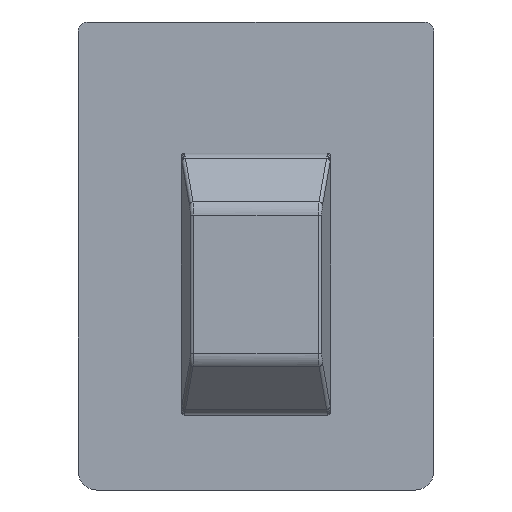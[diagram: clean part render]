
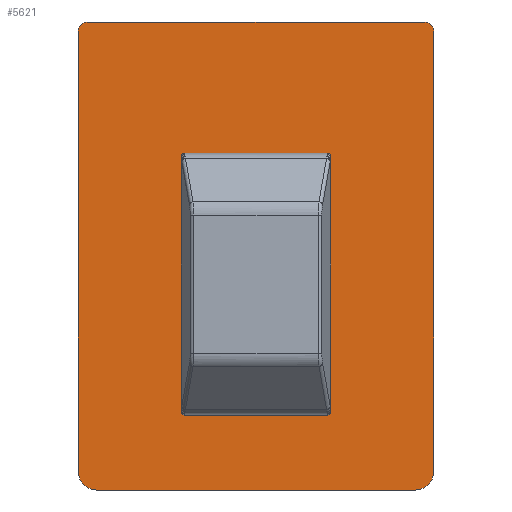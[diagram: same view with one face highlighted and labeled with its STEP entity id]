
A CAD part, front view. The second image highlights one B-rep face of the part: STEP entity #5621.
In plain terms, the highlighted planar face has unit normal (0, -1, 0).
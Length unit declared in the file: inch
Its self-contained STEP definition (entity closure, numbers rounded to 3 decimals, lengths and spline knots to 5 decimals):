
#52 = CARTESIAN_POINT ( 'NONE',  ( 0.37402, 0., -0.98425 ) ) ;
#66 = CARTESIAN_POINT ( 'NONE',  ( -0.33465, 0., -0.94488 ) ) ;
#75 = VECTOR ( 'NONE', #1286, 39.37008 ) ;
#112 = CARTESIAN_POINT ( 'NONE',  ( 0.15748, 0., -0.38976 ) ) ;
#122 = DIRECTION ( 'NONE',  ( 0., 0., 1. ) ) ;
#210 = CIRCLE ( 'NONE', #1577, 0.01969 ) ;
#280 = AXIS2_PLACEMENT_3D ( 'NONE', #3098, #5090, #122 ) ;
#326 = DIRECTION ( 'NONE',  ( 0., 0., 1. ) ) ;
#403 = CARTESIAN_POINT ( 'NONE',  ( -0.33465, 0., -0.98425 ) ) ;
#411 = VECTOR ( 'NONE', #2190, 39.37008 ) ;
#495 = AXIS2_PLACEMENT_3D ( 'NONE', #66, #6061, #2594 ) ;
#607 = VERTEX_POINT ( 'NONE', #6363 ) ;
#666 = ORIENTED_EDGE ( 'NONE', *, *, #4110, .F. ) ;
#685 = LINE ( 'NONE', #2716, #2383 ) ;
#705 = CARTESIAN_POINT ( 'NONE',  ( -0.37402, 0., -0.98425 ) ) ;
#742 = DIRECTION ( 'NONE',  ( 1., 0., 0. ) ) ;
#795 = ORIENTED_EDGE ( 'NONE', *, *, #2661, .T. ) ;
#806 = CARTESIAN_POINT ( 'NONE',  ( 0.01969, 0., -0.7126 ) ) ;
#897 = EDGE_CURVE ( 'NONE', #3992, #5278, #1724, .T. ) ;
#931 = ORIENTED_EDGE ( 'NONE', *, *, #5714, .T. ) ;
#977 = VERTEX_POINT ( 'NONE', #4623 ) ;
#1025 = LINE ( 'NONE', #4973, #2902 ) ;
#1091 = EDGE_CURVE ( 'NONE', #2849, #977, #210, .T. ) ;
#1286 = DIRECTION ( 'NONE',  ( -1., 0., 0. ) ) ;
#1314 = CARTESIAN_POINT ( 'NONE',  ( -0.37402, 0., -0.98425 ) ) ;
#1333 = CIRCLE ( 'NONE', #5820, 0.01969 ) ;
#1347 = VECTOR ( 'NONE', #4638, 39.37008 ) ;
#1441 = AXIS2_PLACEMENT_3D ( 'NONE', #5081, #1685, #742 ) ;
#1470 = CARTESIAN_POINT ( 'NONE',  ( -0.15748, 0., -0.98425 ) ) ;
#1505 = DIRECTION ( 'NONE',  ( 0., 0., 1. ) ) ;
#1577 = AXIS2_PLACEMENT_3D ( 'NONE', #2893, #5810, #3794 ) ;
#1590 = ORIENTED_EDGE ( 'NONE', *, *, #897, .T. ) ;
#1685 = DIRECTION ( 'NONE',  ( 0., 1., 0. ) ) ;
#1724 = LINE ( 'NONE', #6232, #411 ) ;
#1831 = DIRECTION ( 'NONE',  ( 0., 0., 1. ) ) ;
#1854 = VERTEX_POINT ( 'NONE', #5045 ) ;
#1899 = ORIENTED_EDGE ( 'NONE', *, *, #2690, .T. ) ;
#1996 = DIRECTION ( 'NONE',  ( 0., 1., 0. ) ) ;
#2189 = DIRECTION ( 'NONE',  ( 0., 0., -1. ) ) ;
#2190 = DIRECTION ( 'NONE',  ( 1., 0., 0. ) ) ;
#2250 = ORIENTED_EDGE ( 'NONE', *, *, #4416, .T. ) ;
#2266 = CIRCLE ( 'NONE', #495, 0.03937 ) ;
#2323 = LINE ( 'NONE', #6304, #2586 ) ;
#2380 = LINE ( 'NONE', #1470, #4590 ) ;
#2383 = VECTOR ( 'NONE', #2189, 39.37008 ) ;
#2569 = CARTESIAN_POINT ( 'NONE',  ( -0.15748, 0., -0.52756 ) ) ;
#2586 = VECTOR ( 'NONE', #1831, 39.37008 ) ;
#2594 = DIRECTION ( 'NONE',  ( 0., 0., 1. ) ) ;
#2656 = DIRECTION ( 'NONE',  ( -1., 0., 0. ) ) ;
#2661 = EDGE_CURVE ( 'NONE', #3950, #3992, #4862, .T. ) ;
#2676 = CARTESIAN_POINT ( 'NONE',  ( -0.15748, 0., -0.7126 ) ) ;
#2690 = EDGE_CURVE ( 'NONE', #607, #6222, #5187, .T. ) ;
#2703 = CARTESIAN_POINT ( 'NONE',  ( 0.33465, 0., -0.98425 ) ) ;
#2716 = CARTESIAN_POINT ( 'NONE',  ( 0.15748, 0., -0.98425 ) ) ;
#2756 = FACE_OUTER_BOUND ( 'NONE', #5263, .T. ) ;
#2765 = ORIENTED_EDGE ( 'NONE', *, *, #3089, .F. ) ;
#2849 = VERTEX_POINT ( 'NONE', #5490 ) ;
#2879 = EDGE_CURVE ( 'NONE', #1854, #4959, #2266, .T. ) ;
#2893 = CARTESIAN_POINT ( 'NONE',  ( -0.35433, 0., -0.01969 ) ) ;
#2902 = VECTOR ( 'NONE', #2656, 39.37008 ) ;
#3089 = EDGE_CURVE ( 'NONE', #1854, #2849, #2323, .T. ) ;
#3098 = CARTESIAN_POINT ( 'NONE',  ( 0.01969, 0., -0.5748 ) ) ;
#3169 = CARTESIAN_POINT ( 'NONE',  ( -0.01969, 0., -0.52756 ) ) ;
#3197 = DIRECTION ( 'NONE',  ( 0., 1., 0. ) ) ;
#3222 = EDGE_CURVE ( 'NONE', #5193, #6024, #1333, .T. ) ;
#3277 = DIRECTION ( 'NONE',  ( 0., 0., -1. ) ) ;
#3372 = ORIENTED_EDGE ( 'NONE', *, *, #2879, .T. ) ;
#3465 = EDGE_CURVE ( 'NONE', #3782, #6024, #5512, .T. ) ;
#3525 = AXIS2_PLACEMENT_3D ( 'NONE', #3169, #3197, #5153 ) ;
#3546 = CARTESIAN_POINT ( 'NONE',  ( 0.35433, 0., -0.01969 ) ) ;
#3567 = ORIENTED_EDGE ( 'NONE', *, *, #1091, .F. ) ;
#3782 = VERTEX_POINT ( 'NONE', #4319 ) ;
#3794 = DIRECTION ( 'NONE',  ( 0., 0., -1. ) ) ;
#3950 = VERTEX_POINT ( 'NONE', #2569 ) ;
#3992 = VERTEX_POINT ( 'NONE', #5500 ) ;
#4044 = CARTESIAN_POINT ( 'NONE',  ( 0.35433, 0., 0. ) ) ;
#4110 = EDGE_CURVE ( 'NONE', #3782, #4144, #4882, .T. ) ;
#4139 = EDGE_CURVE ( 'NONE', #4959, #4144, #5697, .T. ) ;
#4144 = VERTEX_POINT ( 'NONE', #2703 ) ;
#4202 = LINE ( 'NONE', #6178, #75 ) ;
#4274 = EDGE_CURVE ( 'NONE', #6222, #5969, #1025, .T. ) ;
#4319 = CARTESIAN_POINT ( 'NONE',  ( 0.37402, 0., -0.94488 ) ) ;
#4416 = EDGE_CURVE ( 'NONE', #5969, #3950, #2380, .T. ) ;
#4506 = ORIENTED_EDGE ( 'NONE', *, *, #4699, .T. ) ;
#4549 = DIRECTION ( 'NONE',  ( 0., 0., 1. ) ) ;
#4590 = VECTOR ( 'NONE', #326, 39.37008 ) ;
#4623 = CARTESIAN_POINT ( 'NONE',  ( -0.35433, 0., 0. ) ) ;
#4638 = DIRECTION ( 'NONE',  ( 1., 0., 0. ) ) ;
#4664 = EDGE_LOOP ( 'NONE', ( #2250, #795, #1590, #4506, #1899, #6445 ) ) ;
#4699 = EDGE_CURVE ( 'NONE', #5278, #607, #685, .T. ) ;
#4746 = FACE_BOUND ( 'NONE', #4664, .T. ) ;
#4794 = ORIENTED_EDGE ( 'NONE', *, *, #3465, .T. ) ;
#4862 = CIRCLE ( 'NONE', #3525, 0.1378 ) ;
#4882 = CIRCLE ( 'NONE', #1441, 0.03937 ) ;
#4959 = VERTEX_POINT ( 'NONE', #403 ) ;
#4973 = CARTESIAN_POINT ( 'NONE',  ( -0.37402, 0., -0.7126 ) ) ;
#5045 = CARTESIAN_POINT ( 'NONE',  ( -0.37402, 0., -0.94488 ) ) ;
#5081 = CARTESIAN_POINT ( 'NONE',  ( 0.33465, 0., -0.94488 ) ) ;
#5090 = DIRECTION ( 'NONE',  ( 0., 1., 0. ) ) ;
#5153 = DIRECTION ( 'NONE',  ( 0., 0., 1. ) ) ;
#5162 = DIRECTION ( 'NONE',  ( 0., -1., 0. ) ) ;
#5187 = CIRCLE ( 'NONE', #280, 0.1378 ) ;
#5193 = VERTEX_POINT ( 'NONE', #4044 ) ;
#5263 = EDGE_LOOP ( 'NONE', ( #931, #3567, #2765, #3372, #6101, #666, #4794, #5826 ) ) ;
#5278 = VERTEX_POINT ( 'NONE', #112 ) ;
#5490 = CARTESIAN_POINT ( 'NONE',  ( -0.37402, 0., -0.01969 ) ) ;
#5500 = CARTESIAN_POINT ( 'NONE',  ( -0.01969, 0., -0.38976 ) ) ;
#5512 = LINE ( 'NONE', #52, #5715 ) ;
#5621 = ADVANCED_FACE ( 'NONE', ( #2756, #4746 ), #5786, .T. ) ;
#5651 = CARTESIAN_POINT ( 'NONE',  ( 0.37402, 0., -0.01969 ) ) ;
#5697 = LINE ( 'NONE', #705, #1347 ) ;
#5714 = EDGE_CURVE ( 'NONE', #5193, #977, #4202, .T. ) ;
#5715 = VECTOR ( 'NONE', #4549, 39.37008 ) ;
#5786 = PLANE ( 'NONE',  #6457 ) ;
#5810 = DIRECTION ( 'NONE',  ( 0., 1., 0. ) ) ;
#5820 = AXIS2_PLACEMENT_3D ( 'NONE', #3546, #1996, #1505 ) ;
#5826 = ORIENTED_EDGE ( 'NONE', *, *, #3222, .F. ) ;
#5969 = VERTEX_POINT ( 'NONE', #2676 ) ;
#6024 = VERTEX_POINT ( 'NONE', #5651 ) ;
#6061 = DIRECTION ( 'NONE',  ( 0., -1., 0. ) ) ;
#6101 = ORIENTED_EDGE ( 'NONE', *, *, #4139, .T. ) ;
#6178 = CARTESIAN_POINT ( 'NONE',  ( -0.37402, 0., 0. ) ) ;
#6222 = VERTEX_POINT ( 'NONE', #806 ) ;
#6232 = CARTESIAN_POINT ( 'NONE',  ( -0.37402, 0., -0.38976 ) ) ;
#6304 = CARTESIAN_POINT ( 'NONE',  ( -0.37402, 0., -0.98425 ) ) ;
#6363 = CARTESIAN_POINT ( 'NONE',  ( 0.15748, 0., -0.5748 ) ) ;
#6445 = ORIENTED_EDGE ( 'NONE', *, *, #4274, .T. ) ;
#6457 = AXIS2_PLACEMENT_3D ( 'NONE', #1314, #5162, #3277 ) ;
